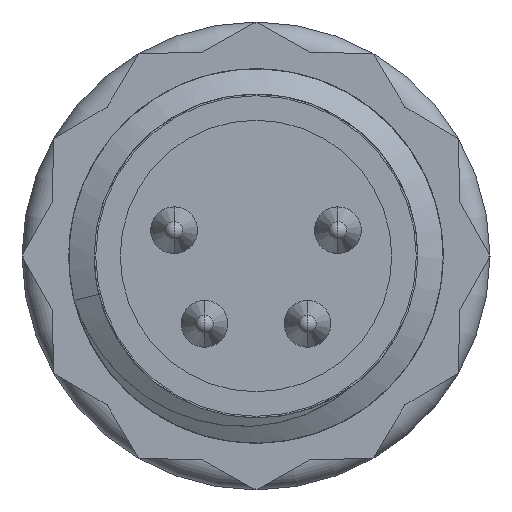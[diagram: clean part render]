
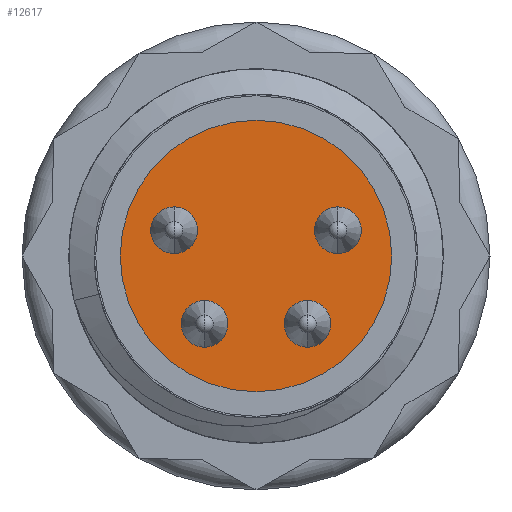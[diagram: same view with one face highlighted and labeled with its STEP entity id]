
A CAD part, left-side view. The second image highlights one B-rep face of the part: STEP entity #12617.
In plain terms, the highlighted planar face has unit normal (-1, 0, 0).
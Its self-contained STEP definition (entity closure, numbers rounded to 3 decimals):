
#11769=CARTESIAN_POINT('',(-59.7,0.,0.));
#11770=DIRECTION('',(1.,0.,0.));
#11771=DIRECTION('',(0.,1.,0.));
#11772=AXIS2_PLACEMENT_3D('',#11769,#11770,#11771);
#11774=CARTESIAN_POINT('',(-59.7,0.,0.));
#11775=DIRECTION('',(1.,0.,0.));
#11776=DIRECTION('',(0.,-1.,0.));
#11777=AXIS2_PLACEMENT_3D('',#11774,#11775,#11776);
#12125=CARTESIAN_POINT('',(-59.7,-2.9,0.));
#12126=VERTEX_POINT('',#12125);
#12127=CARTESIAN_POINT('',(-59.7,2.9,0.));
#12128=VERTEX_POINT('',#12127);
#12608=CARTESIAN_POINT('',(-59.7,0.,0.));
#12609=DIRECTION('',(1.,0.,0.));
#12610=DIRECTION('',(0.,-1.,0.));
#12611=AXIS2_PLACEMENT_3D('',#12608,#12609,#12610);
#12612=PLANE('',#12611);
#12613=ORIENTED_EDGE('',*,*,#12574,.T.);
#12614=ORIENTED_EDGE('',*,*,#12595,.T.);
#12615=EDGE_LOOP('',(#12613,#12614));
#12616=FACE_OUTER_BOUND('',#12615,.F.);
#12617=ADVANCED_FACE('',(#12616),#12612,.F.);
#11773=CIRCLE('',#11772,2.9);
#11778=CIRCLE('',#11777,2.9);
#12574=EDGE_CURVE('',#12128,#12126,#11773,.T.);
#12595=EDGE_CURVE('',#12126,#12128,#11778,.T.);
